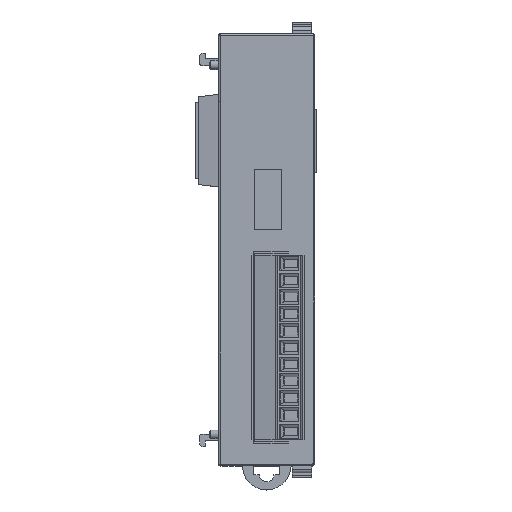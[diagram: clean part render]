
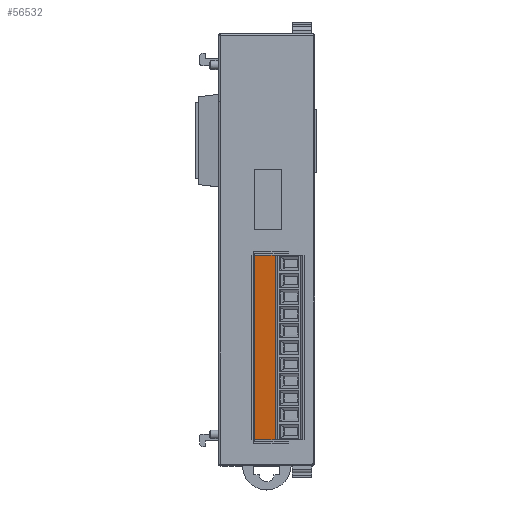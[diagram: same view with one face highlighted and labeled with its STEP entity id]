
A CAD part, top view. The second image highlights one B-rep face of the part: STEP entity #56532.
In plain terms, the highlighted planar face has unit normal (-0.208, 0, 0.978).
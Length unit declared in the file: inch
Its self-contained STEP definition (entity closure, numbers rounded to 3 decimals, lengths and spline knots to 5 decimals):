
#1091 = EDGE_CURVE ( 'NONE', #52247, #45728, #7389, .T. ) ;
#6739 = DIRECTION ( 'NONE',  ( 0.978, 0., 0.208 ) ) ;
#7389 = LINE ( 'NONE', #17418, #45095 ) ;
#7553 = CARTESIAN_POINT ( 'NONE',  ( 0.0689, -1.31381, 2.68898 ) ) ;
#9899 = EDGE_LOOP ( 'NONE', ( #31514, #14822, #30723, #49073 ) ) ;
#11900 = LINE ( 'NONE', #21246, #35417 ) ;
#11952 = EDGE_CURVE ( 'NONE', #58452, #52247, #22006, .T. ) ;
#12005 = DIRECTION ( 'NONE',  ( -0.978, 0., -0.208 ) ) ;
#14822 = ORIENTED_EDGE ( 'NONE', *, *, #1091, .T. ) ;
#15539 = PLANE ( 'NONE',  #28649 ) ;
#15851 = CARTESIAN_POINT ( 'NONE',  ( 0.0689, 1.16651, 2.68898 ) ) ;
#17418 = CARTESIAN_POINT ( 'NONE',  ( -0.09843, -1.31381, 2.65341 ) ) ;
#19447 = EDGE_CURVE ( 'NONE', #50977, #58452, #47717, .T. ) ;
#20193 = FACE_OUTER_BOUND ( 'NONE', #9899, .T. ) ;
#21246 = CARTESIAN_POINT ( 'NONE',  ( 0.0689, 1.16651, 2.68898 ) ) ;
#22006 = LINE ( 'NONE', #58363, #45209 ) ;
#22762 = CARTESIAN_POINT ( 'NONE',  ( -0.09843, 0.20194, 2.65341 ) ) ;
#25223 = DIRECTION ( 'NONE',  ( -0.208, 0., 0.978 ) ) ;
#28649 = AXIS2_PLACEMENT_3D ( 'NONE', #15851, #25223, #41885 ) ;
#30723 = ORIENTED_EDGE ( 'NONE', *, *, #62433, .T. ) ;
#31514 = ORIENTED_EDGE ( 'NONE', *, *, #11952, .T. ) ;
#35417 = VECTOR ( 'NONE', #36288, 39.37008 ) ;
#35579 = CARTESIAN_POINT ( 'NONE',  ( 0.0689, 0.20194, 2.68898 ) ) ;
#36288 = DIRECTION ( 'NONE',  ( 0., 1., 0. ) ) ;
#41885 = DIRECTION ( 'NONE',  ( -0.978, 0., -0.208 ) ) ;
#42220 = CARTESIAN_POINT ( 'NONE',  ( -0.09843, -1.31381, 2.65341 ) ) ;
#45095 = VECTOR ( 'NONE', #6739, 39.37008 ) ;
#45209 = VECTOR ( 'NONE', #53703, 39.37008 ) ;
#45728 = VERTEX_POINT ( 'NONE', #7553 ) ;
#47717 = LINE ( 'NONE', #53067, #50146 ) ;
#49073 = ORIENTED_EDGE ( 'NONE', *, *, #19447, .T. ) ;
#50146 = VECTOR ( 'NONE', #12005, 39.37008 ) ;
#50977 = VERTEX_POINT ( 'NONE', #35579 ) ;
#52247 = VERTEX_POINT ( 'NONE', #42220 ) ;
#53067 = CARTESIAN_POINT ( 'NONE',  ( 0.0689, 0.20194, 2.68898 ) ) ;
#53703 = DIRECTION ( 'NONE',  ( 0., -1., 0. ) ) ;
#56532 = ADVANCED_FACE ( 'NONE', ( #20193 ), #15539, .T. ) ;
#58363 = CARTESIAN_POINT ( 'NONE',  ( -0.09843, 1.16651, 2.65341 ) ) ;
#58452 = VERTEX_POINT ( 'NONE', #22762 ) ;
#62433 = EDGE_CURVE ( 'NONE', #45728, #50977, #11900, .T. ) ;
